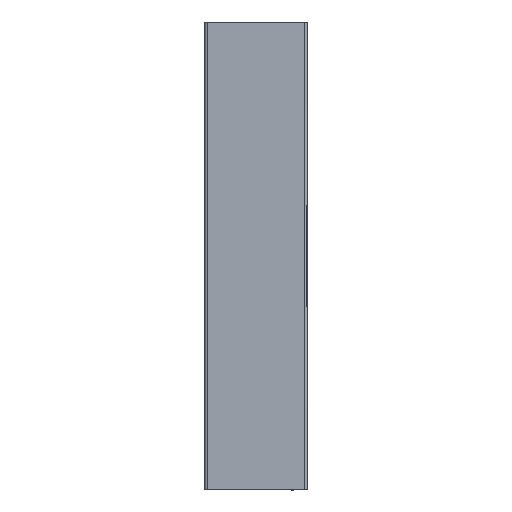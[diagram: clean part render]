
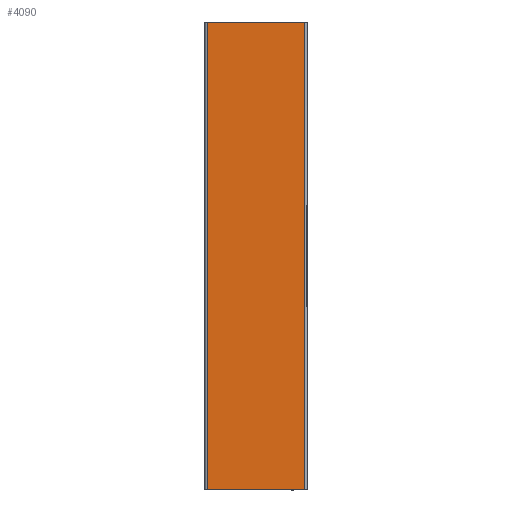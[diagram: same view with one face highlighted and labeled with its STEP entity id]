
A CAD part, left-side view. The second image highlights one B-rep face of the part: STEP entity #4090.
In plain terms, the highlighted planar face has unit normal (-1, 0, 0).
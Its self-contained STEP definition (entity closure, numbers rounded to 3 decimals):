
#12 = FACE_OUTER_BOUND ( 'NONE', #2282, .T. ) ;
#75 = DIRECTION ( 'NONE',  ( 0., 1., 0. ) ) ;
#225 = CARTESIAN_POINT ( 'NONE',  ( 0., -52., 500. ) ) ;
#245 = EDGE_CURVE ( 'NONE', #1451, #1989, #2767, .T. ) ;
#282 = CARTESIAN_POINT ( 'NONE',  ( 0., 52., 500. ) ) ;
#314 = VECTOR ( 'NONE', #75, 1000. ) ;
#543 = ORIENTED_EDGE ( 'NONE', *, *, #1000, .T. ) ;
#943 = CARTESIAN_POINT ( 'NONE',  ( 0., -52., 500. ) ) ;
#1000 = EDGE_CURVE ( 'NONE', #1989, #3049, #4517, .T. ) ;
#1029 = DIRECTION ( 'NONE',  ( 0., 0., 1. ) ) ;
#1034 = DIRECTION ( 'NONE',  ( -1., 0., 0. ) ) ;
#1046 = PLANE ( 'NONE',  #3100 ) ;
#1100 = CARTESIAN_POINT ( 'NONE',  ( 0., -52., 500. ) ) ;
#1394 = ORIENTED_EDGE ( 'NONE', *, *, #245, .T. ) ;
#1451 = VERTEX_POINT ( 'NONE', #943 ) ;
#1704 = EDGE_CURVE ( 'NONE', #1451, #1840, #3646, .T. ) ;
#1840 = VERTEX_POINT ( 'NONE', #2313 ) ;
#1989 = VERTEX_POINT ( 'NONE', #282 ) ;
#2177 = ORIENTED_EDGE ( 'NONE', *, *, #1704, .F. ) ;
#2282 = EDGE_LOOP ( 'NONE', ( #4828, #2177, #1394, #543 ) ) ;
#2313 = CARTESIAN_POINT ( 'NONE',  ( 0., -52., 0. ) ) ;
#2327 = LINE ( 'NONE', #2956, #2518 ) ;
#2506 = EDGE_CURVE ( 'NONE', #1840, #3049, #2327, .T. ) ;
#2518 = VECTOR ( 'NONE', #3131, 1000. ) ;
#2767 = LINE ( 'NONE', #225, #314 ) ;
#2956 = CARTESIAN_POINT ( 'NONE',  ( 0., -52., 0. ) ) ;
#3049 = VERTEX_POINT ( 'NONE', #4758 ) ;
#3100 = AXIS2_PLACEMENT_3D ( 'NONE', #1100, #1034, #1029 ) ;
#3131 = DIRECTION ( 'NONE',  ( 0., 1., 0. ) ) ;
#3271 = DIRECTION ( 'NONE',  ( 0., 0., -1. ) ) ;
#3578 = DIRECTION ( 'NONE',  ( 0., 0., -1. ) ) ;
#3604 = VECTOR ( 'NONE', #3578, 1000. ) ;
#3611 = CARTESIAN_POINT ( 'NONE',  ( 0., -52., 500. ) ) ;
#3646 = LINE ( 'NONE', #3611, #3604 ) ;
#4090 = ADVANCED_FACE ( 'NONE', ( #12 ), #1046, .T. ) ;
#4470 = VECTOR ( 'NONE', #3271, 1000. ) ;
#4517 = LINE ( 'NONE', #4629, #4470 ) ;
#4629 = CARTESIAN_POINT ( 'NONE',  ( 0., 52., 500. ) ) ;
#4758 = CARTESIAN_POINT ( 'NONE',  ( 0., 52., 0. ) ) ;
#4828 = ORIENTED_EDGE ( 'NONE', *, *, #2506, .F. ) ;
